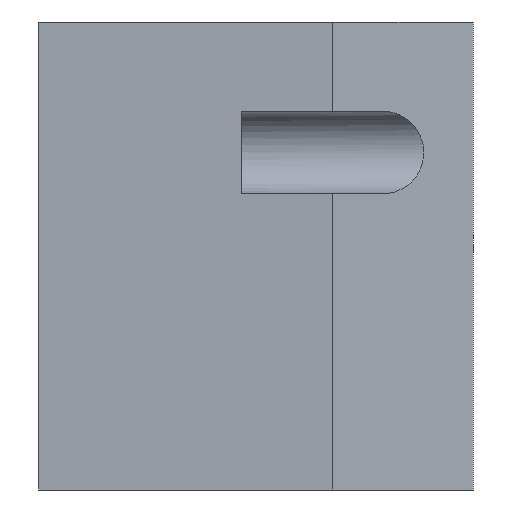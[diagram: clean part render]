
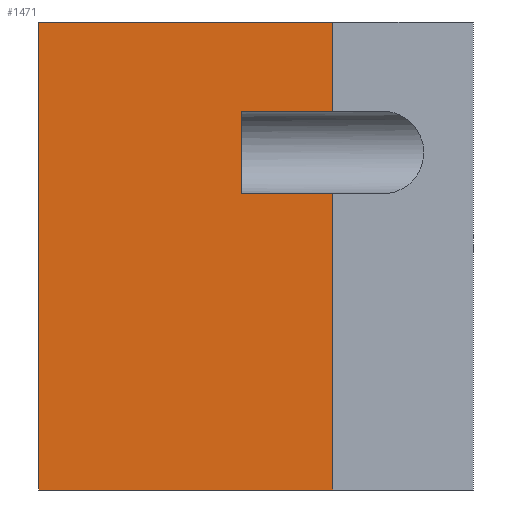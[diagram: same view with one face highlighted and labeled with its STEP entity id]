
A CAD part, left-side view. The second image highlights one B-rep face of the part: STEP entity #1471.
In plain terms, the highlighted planar face has unit normal (-1, 0, 0).
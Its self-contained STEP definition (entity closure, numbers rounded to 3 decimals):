
#90=PLANE('',#1675);
#183=FACE_OUTER_BOUND('',#274,.T.);
#274=EDGE_LOOP('',(#1153,#1154,#1155,#1156,#1157,#1158,#1159,#1160));
#375=LINE('',#2375,#507);
#381=LINE('',#2387,#513);
#382=LINE('',#2392,#514);
#388=LINE('',#2405,#520);
#389=LINE('',#2407,#521);
#390=LINE('',#2409,#522);
#391=LINE('',#2411,#523);
#392=LINE('',#2412,#524);
#507=VECTOR('',#1926,10.);
#513=VECTOR('',#1934,10.);
#514=VECTOR('',#1943,10.);
#520=VECTOR('',#1953,10.);
#521=VECTOR('',#1954,10.);
#522=VECTOR('',#1955,10.);
#523=VECTOR('',#1956,10.);
#524=VECTOR('',#1957,10.);
#712=VERTEX_POINT('',#2371);
#714=VERTEX_POINT('',#2374);
#717=VERTEX_POINT('',#2381);
#719=VERTEX_POINT('',#2385);
#724=VERTEX_POINT('',#2404);
#725=VERTEX_POINT('',#2406);
#726=VERTEX_POINT('',#2408);
#727=VERTEX_POINT('',#2410);
#872=EDGE_CURVE('',#714,#712,#375,.T.);
#878=EDGE_CURVE('',#717,#719,#381,.T.);
#881=EDGE_CURVE('',#719,#714,#382,.T.);
#887=EDGE_CURVE('',#712,#724,#388,.T.);
#888=EDGE_CURVE('',#724,#725,#389,.T.);
#889=EDGE_CURVE('',#726,#725,#390,.T.);
#890=EDGE_CURVE('',#726,#727,#391,.T.);
#891=EDGE_CURVE('',#727,#717,#392,.T.);
#1153=ORIENTED_EDGE('',*,*,#878,.T.);
#1154=ORIENTED_EDGE('',*,*,#881,.T.);
#1155=ORIENTED_EDGE('',*,*,#872,.T.);
#1156=ORIENTED_EDGE('',*,*,#887,.T.);
#1157=ORIENTED_EDGE('',*,*,#888,.T.);
#1158=ORIENTED_EDGE('',*,*,#889,.F.);
#1159=ORIENTED_EDGE('',*,*,#890,.T.);
#1160=ORIENTED_EDGE('',*,*,#891,.T.);
#1471=ADVANCED_FACE('',(#183),#90,.T.);
#1675=AXIS2_PLACEMENT_3D('',#2403,#1951,#1952);
#1926=DIRECTION('',(0.,-1.,0.));
#1934=DIRECTION('',(0.,1.,0.));
#1943=DIRECTION('',(0.,0.,1.));
#1951=DIRECTION('center_axis',(-1.,0.,0.));
#1952=DIRECTION('ref_axis',(0.,0.,1.));
#1953=DIRECTION('',(0.,0.,1.));
#1954=DIRECTION('',(0.,1.,0.));
#1955=DIRECTION('',(0.,0.,1.));
#1956=DIRECTION('',(0.,-1.,0.));
#1957=DIRECTION('',(0.,0.,1.));
#2371=CARTESIAN_POINT('',(-65.5,-18.5,35.));
#2374=CARTESIAN_POINT('',(-65.5,3.5,35.));
#2375=CARTESIAN_POINT('',(-65.5,-52.5,35.));
#2381=CARTESIAN_POINT('',(-65.5,-18.5,15.));
#2385=CARTESIAN_POINT('',(-65.5,3.5,15.));
#2387=CARTESIAN_POINT('',(-65.5,-52.5,15.));
#2392=CARTESIAN_POINT('',(-65.5,3.5,12.5));
#2403=CARTESIAN_POINT('Origin',(-65.5,-52.5,0.));
#2404=CARTESIAN_POINT('',(-65.5,-18.5,56.5));
#2405=CARTESIAN_POINT('',(-65.5,-18.5,28.25));
#2406=CARTESIAN_POINT('',(-65.5,52.5,56.5));
#2407=CARTESIAN_POINT('',(-65.5,-52.5,56.5));
#2408=CARTESIAN_POINT('',(-65.5,52.5,-56.5));
#2409=CARTESIAN_POINT('',(-65.5,52.5,0.));
#2410=CARTESIAN_POINT('',(-65.5,-18.5,-56.5));
#2411=CARTESIAN_POINT('',(-65.5,-52.5,-56.5));
#2412=CARTESIAN_POINT('',(-65.5,-18.5,28.25));
